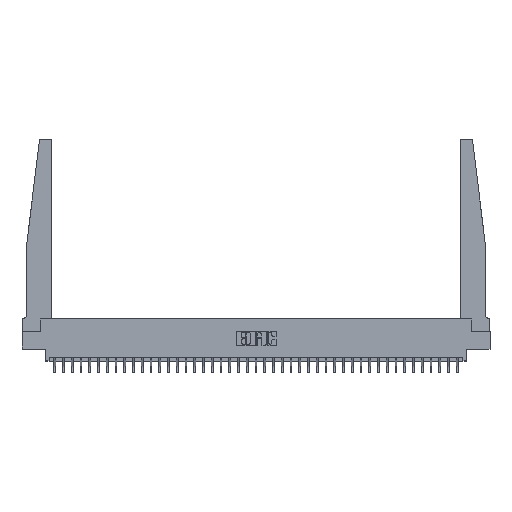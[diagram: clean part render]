
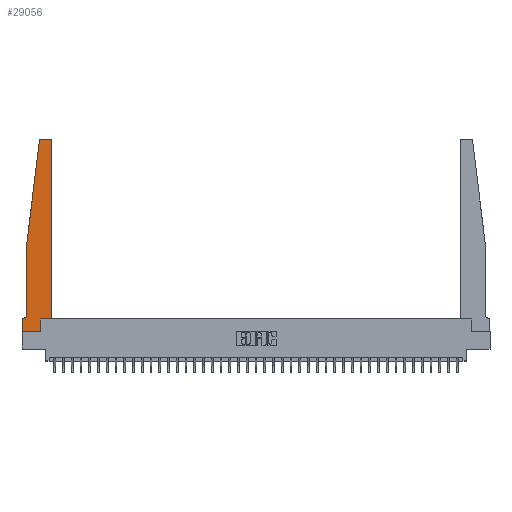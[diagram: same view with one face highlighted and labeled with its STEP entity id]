
A CAD part, top view. The second image highlights one B-rep face of the part: STEP entity #29056.
In plain terms, the highlighted planar face has unit normal (0, 0, 1).
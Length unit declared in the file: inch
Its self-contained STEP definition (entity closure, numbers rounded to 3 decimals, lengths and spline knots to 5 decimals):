
#460 = EDGE_LOOP ( 'NONE', ( #32921, #30829, #6782, #10613, #34060, #13580, #23688, #14698, #9921, #31039, #35015, #34828 ) ) ;
#606 = DIRECTION ( 'NONE',  ( 1., 0., 0. ) ) ;
#1059 = DIRECTION ( 'NONE',  ( 0., 0., -1. ) ) ;
#1454 = EDGE_CURVE ( 'NONE', #3672, #4652, #18585, .T. ) ;
#1665 = EDGE_CURVE ( 'NONE', #32993, #4229, #9846, .T. ) ;
#2976 = CARTESIAN_POINT ( 'NONE',  ( 0.425, 0.18, 0.37 ) ) ;
#3027 = DIRECTION ( 'NONE',  ( 0., -1., 0. ) ) ;
#3165 = PLANE ( 'NONE',  #22028 ) ;
#3672 = VERTEX_POINT ( 'NONE', #9616 ) ;
#4229 = VERTEX_POINT ( 'NONE', #9930 ) ;
#4447 = DIRECTION ( 'NONE',  ( -0.122, -0.992, 0. ) ) ;
#4652 = VERTEX_POINT ( 'NONE', #15477 ) ;
#5287 = EDGE_CURVE ( 'NONE', #4229, #18985, #15184, .T. ) ;
#5738 = AXIS2_PLACEMENT_3D ( 'NONE', #30957, #1059, #28076 ) ;
#5857 = DIRECTION ( 'NONE',  ( 0., 1., 0. ) ) ;
#6021 = CIRCLE ( 'NONE', #19852, 0.03 ) ;
#6296 = CIRCLE ( 'NONE', #5738, 0.05 ) ;
#6728 = EDGE_CURVE ( 'NONE', #18720, #23249, #10528, .T. ) ;
#6782 = ORIENTED_EDGE ( 'NONE', *, *, #1665, .T. ) ;
#7449 = CARTESIAN_POINT ( 'NONE',  ( 0.065, 0.2375, 0.37 ) ) ;
#7617 = CARTESIAN_POINT ( 'NONE',  ( 0.27653, 2.72, 0.37 ) ) ;
#7986 = CARTESIAN_POINT ( 'NONE',  ( 0.2605, 0.18, 0.37 ) ) ;
#8243 = CARTESIAN_POINT ( 'NONE',  ( 0., 0., 0.37 ) ) ;
#8404 = LINE ( 'NONE', #8243, #28663 ) ;
#8616 = CARTESIAN_POINT ( 'NONE',  ( 0.065, 0.1875, 0.37 ) ) ;
#9286 = VECTOR ( 'NONE', #4447, 39.37008 ) ;
#9616 = CARTESIAN_POINT ( 'NONE',  ( 0.395, 2.75, 0.37 ) ) ;
#9846 = LINE ( 'NONE', #26790, #9286 ) ;
#9911 = EDGE_CURVE ( 'NONE', #35221, #3672, #18464, .T. ) ;
#9921 = ORIENTED_EDGE ( 'NONE', *, *, #6728, .T. ) ;
#9930 = CARTESIAN_POINT ( 'NONE',  ( 0.065, 1.25, 0.37 ) ) ;
#10528 = LINE ( 'NONE', #7986, #29304 ) ;
#10613 = ORIENTED_EDGE ( 'NONE', *, *, #5287, .T. ) ;
#10910 = DIRECTION ( 'NONE',  ( 1., 0., 0. ) ) ;
#11014 = VECTOR ( 'NONE', #14192, 39.37008 ) ;
#11043 = CARTESIAN_POINT ( 'NONE',  ( 0., 0., 0.37 ) ) ;
#12204 = EDGE_CURVE ( 'NONE', #17856, #18720, #15068, .T. ) ;
#12460 = CARTESIAN_POINT ( 'NONE',  ( 0.065, 1.25, 0.37 ) ) ;
#12963 = CARTESIAN_POINT ( 'NONE',  ( 0.24675, 2.72367, 0.37 ) ) ;
#13394 = DIRECTION ( 'NONE',  ( 0., 0., 1. ) ) ;
#13418 = DIRECTION ( 'NONE',  ( 0., 1., 0. ) ) ;
#13580 = ORIENTED_EDGE ( 'NONE', *, *, #20564, .T. ) ;
#13801 = FACE_OUTER_BOUND ( 'NONE', #460, .T. ) ;
#14107 = EDGE_CURVE ( 'NONE', #4652, #32993, #6021, .T. ) ;
#14192 = DIRECTION ( 'NONE',  ( -1., 0., 0. ) ) ;
#14698 = ORIENTED_EDGE ( 'NONE', *, *, #12204, .T. ) ;
#14945 = VERTEX_POINT ( 'NONE', #20359 ) ;
#15068 = LINE ( 'NONE', #15419, #15735 ) ;
#15184 = LINE ( 'NONE', #12460, #35513 ) ;
#15419 = CARTESIAN_POINT ( 'NONE',  ( 0., 0., 0.37 ) ) ;
#15477 = CARTESIAN_POINT ( 'NONE',  ( 0.27653, 2.75, 0.37 ) ) ;
#15735 = VECTOR ( 'NONE', #34513, 39.37008 ) ;
#16364 = EDGE_CURVE ( 'NONE', #24168, #35221, #27649, .T. ) ;
#16411 = CARTESIAN_POINT ( 'NONE',  ( 0.2605, 0.18, 0.37 ) ) ;
#17073 = EDGE_CURVE ( 'NONE', #14945, #17856, #8404, .T. ) ;
#17266 = LINE ( 'NONE', #8616, #25313 ) ;
#17856 = VERTEX_POINT ( 'NONE', #11043 ) ;
#18464 = CIRCLE ( 'NONE', #27683, 0.03 ) ;
#18585 = LINE ( 'NONE', #29559, #11014 ) ;
#18720 = VERTEX_POINT ( 'NONE', #23770 ) ;
#18965 = DIRECTION ( 'NONE',  ( 1., 0., 0. ) ) ;
#18985 = VERTEX_POINT ( 'NONE', #7449 ) ;
#19389 = DIRECTION ( 'NONE',  ( 0., 0., 1. ) ) ;
#19720 = CARTESIAN_POINT ( 'NONE',  ( 0.425, 0.18, 0.37 ) ) ;
#19852 = AXIS2_PLACEMENT_3D ( 'NONE', #7617, #13394, #18965 ) ;
#19926 = DIRECTION ( 'NONE',  ( 0., -1., 0. ) ) ;
#20359 = CARTESIAN_POINT ( 'NONE',  ( 0., 0.1875, 0.37 ) ) ;
#20564 = EDGE_CURVE ( 'NONE', #26194, #14945, #17266, .T. ) ;
#21921 = DIRECTION ( 'NONE',  ( 0., 0., 1. ) ) ;
#21974 = EDGE_CURVE ( 'NONE', #18985, #26194, #6296, .T. ) ;
#22028 = AXIS2_PLACEMENT_3D ( 'NONE', #32724, #19389, #10910 ) ;
#22415 = LINE ( 'NONE', #19720, #26203 ) ;
#23249 = VERTEX_POINT ( 'NONE', #16411 ) ;
#23688 = ORIENTED_EDGE ( 'NONE', *, *, #17073, .T. ) ;
#23770 = CARTESIAN_POINT ( 'NONE',  ( 0.2605, 0., 0.37 ) ) ;
#24168 = VERTEX_POINT ( 'NONE', #33032 ) ;
#25313 = VECTOR ( 'NONE', #33312, 39.37008 ) ;
#26194 = VERTEX_POINT ( 'NONE', #31694 ) ;
#26203 = VECTOR ( 'NONE', #606, 39.37008 ) ;
#26790 = CARTESIAN_POINT ( 'NONE',  ( 0.065, 1.25, 0.37 ) ) ;
#27649 = LINE ( 'NONE', #2976, #34416 ) ;
#27683 = AXIS2_PLACEMENT_3D ( 'NONE', #27851, #21921, #33255 ) ;
#27851 = CARTESIAN_POINT ( 'NONE',  ( 0.395, 2.72, 0.37 ) ) ;
#28076 = DIRECTION ( 'NONE',  ( -1., 0., 0. ) ) ;
#28663 = VECTOR ( 'NONE', #3027, 39.37008 ) ;
#28740 = CARTESIAN_POINT ( 'NONE',  ( 0.425, 2.72, 0.37 ) ) ;
#29056 = ADVANCED_FACE ( 'NONE', ( #13801 ), #3165, .T. ) ;
#29304 = VECTOR ( 'NONE', #13418, 39.37008 ) ;
#29559 = CARTESIAN_POINT ( 'NONE',  ( 0.25, 2.75, 0.37 ) ) ;
#30829 = ORIENTED_EDGE ( 'NONE', *, *, #14107, .T. ) ;
#30957 = CARTESIAN_POINT ( 'NONE',  ( 0.015, 0.2375, 0.37 ) ) ;
#31039 = ORIENTED_EDGE ( 'NONE', *, *, #32328, .T. ) ;
#31694 = CARTESIAN_POINT ( 'NONE',  ( 0.015, 0.1875, 0.37 ) ) ;
#32328 = EDGE_CURVE ( 'NONE', #23249, #24168, #22415, .T. ) ;
#32724 = CARTESIAN_POINT ( 'NONE',  ( 0., 0.1875, 0.37 ) ) ;
#32921 = ORIENTED_EDGE ( 'NONE', *, *, #1454, .T. ) ;
#32993 = VERTEX_POINT ( 'NONE', #12963 ) ;
#33032 = CARTESIAN_POINT ( 'NONE',  ( 0.425, 0.18, 0.37 ) ) ;
#33255 = DIRECTION ( 'NONE',  ( 1., 0., 0. ) ) ;
#33312 = DIRECTION ( 'NONE',  ( -1., 0., 0. ) ) ;
#34060 = ORIENTED_EDGE ( 'NONE', *, *, #21974, .T. ) ;
#34416 = VECTOR ( 'NONE', #5857, 39.37008 ) ;
#34513 = DIRECTION ( 'NONE',  ( 1., 0., 0. ) ) ;
#34828 = ORIENTED_EDGE ( 'NONE', *, *, #9911, .T. ) ;
#35015 = ORIENTED_EDGE ( 'NONE', *, *, #16364, .T. ) ;
#35221 = VERTEX_POINT ( 'NONE', #28740 ) ;
#35513 = VECTOR ( 'NONE', #19926, 39.37008 ) ;
